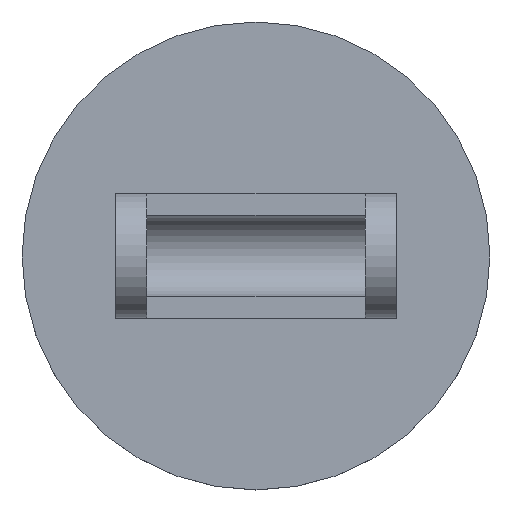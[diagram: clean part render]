
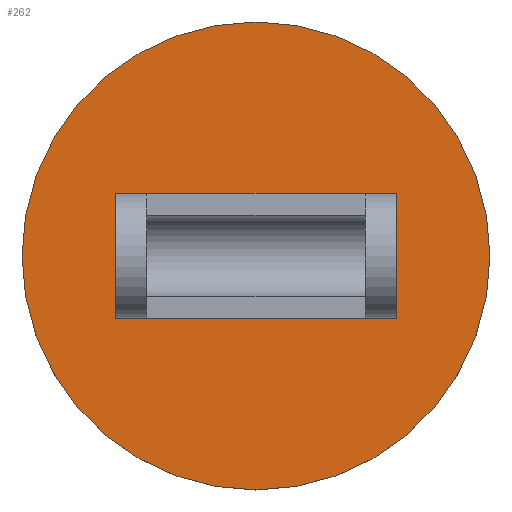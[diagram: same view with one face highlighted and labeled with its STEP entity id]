
A CAD part, top view. The second image highlights one B-rep face of the part: STEP entity #262.
In plain terms, the highlighted planar face has unit normal (0, 0, 1).
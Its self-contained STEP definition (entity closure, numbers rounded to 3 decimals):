
#23=FACE_BOUND('',#49,.T.);
#30=FACE_OUTER_BOUND('',#48,.T.);
#48=EDGE_LOOP('',(#196));
#49=EDGE_LOOP('',(#197,#198,#199,#200));
#68=CIRCLE('',#298,37.5);
#80=LINE('',#422,#103);
#83=LINE('',#429,#106);
#84=LINE('',#431,#107);
#85=LINE('',#432,#108);
#103=VECTOR('',#341,10.);
#106=VECTOR('',#348,10.);
#107=VECTOR('',#349,10.);
#108=VECTOR('',#350,10.);
#129=VERTEX_POINT('',#420);
#130=VERTEX_POINT('',#421);
#131=VERTEX_POINT('',#426);
#132=VERTEX_POINT('',#428);
#133=VERTEX_POINT('',#430);
#153=EDGE_CURVE('',#129,#130,#80,.T.);
#156=EDGE_CURVE('',#131,#131,#68,.T.);
#157=EDGE_CURVE('',#132,#129,#83,.T.);
#158=EDGE_CURVE('',#130,#133,#84,.T.);
#159=EDGE_CURVE('',#133,#132,#85,.T.);
#196=ORIENTED_EDGE('',*,*,#156,.T.);
#197=ORIENTED_EDGE('',*,*,#157,.T.);
#198=ORIENTED_EDGE('',*,*,#153,.T.);
#199=ORIENTED_EDGE('',*,*,#158,.T.);
#200=ORIENTED_EDGE('',*,*,#159,.T.);
#250=PLANE('',#297);
#262=ADVANCED_FACE('',(#30,#23),#250,.T.);
#297=AXIS2_PLACEMENT_3D('',#425,#344,#345);
#298=AXIS2_PLACEMENT_3D('',#427,#346,#347);
#341=DIRECTION('',(0.,1.,0.));
#344=DIRECTION('center_axis',(0.,0.,1.));
#345=DIRECTION('ref_axis',(1.,0.,0.));
#346=DIRECTION('center_axis',(0.,0.,1.));
#347=DIRECTION('ref_axis',(1.,0.,0.));
#348=DIRECTION('',(-1.,0.,0.));
#349=DIRECTION('',(1.,0.,0.));
#350=DIRECTION('',(0.,-1.,0.));
#420=CARTESIAN_POINT('',(-22.5,-10.,5.));
#421=CARTESIAN_POINT('',(-22.5,10.,5.));
#422=CARTESIAN_POINT('',(-22.5,0.,5.));
#425=CARTESIAN_POINT('Origin',(0.,0.,5.));
#426=CARTESIAN_POINT('',(-37.5,0.,5.));
#427=CARTESIAN_POINT('Origin',(0.,0.,5.));
#428=CARTESIAN_POINT('',(22.5,-10.,5.));
#429=CARTESIAN_POINT('',(-8.75,-10.,5.));
#430=CARTESIAN_POINT('',(22.5,10.,5.));
#431=CARTESIAN_POINT('',(-8.75,10.,5.));
#432=CARTESIAN_POINT('',(22.5,0.,5.));
